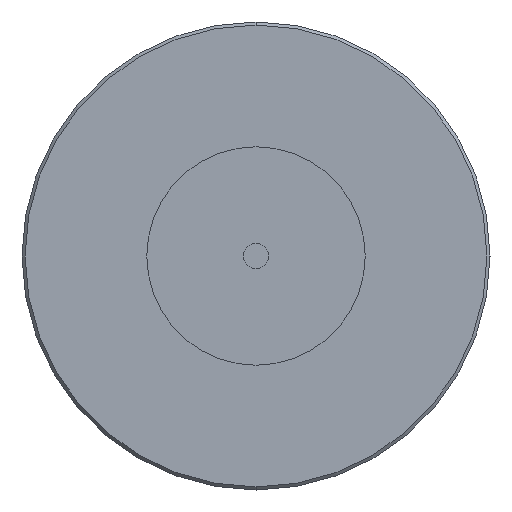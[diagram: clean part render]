
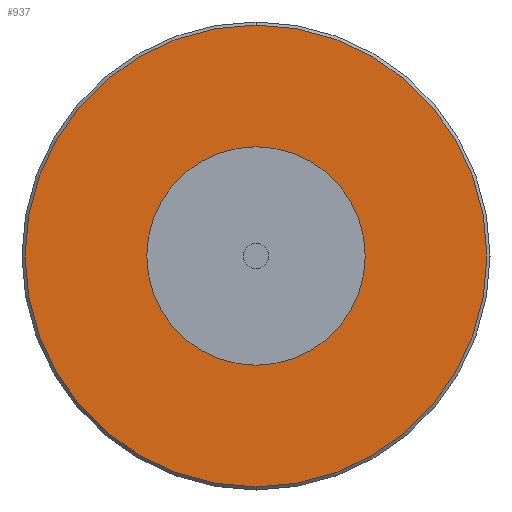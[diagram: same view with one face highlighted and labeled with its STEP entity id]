
A CAD part, front view. The second image highlights one B-rep face of the part: STEP entity #937.
In plain terms, the highlighted planar face has unit normal (0, -1, 0).
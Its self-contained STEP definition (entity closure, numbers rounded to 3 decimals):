
#300 = DIRECTION ( 'NONE',  ( 0., 0., -1. ) ) ;
#301 = DIRECTION ( 'NONE',  ( 0., -1., 0. ) ) ;
#302 = CARTESIAN_POINT ( 'NONE',  ( 0., 0., 0. ) ) ;
#303 = AXIS2_PLACEMENT_3D ( 'NONE', #302, #301, #300 ) ;
#311 = CIRCLE ( 'NONE', #303, 37. ) ;
#654 = VERTEX_POINT ( 'NONE', #1452 ) ;
#748 = EDGE_CURVE ( 'NONE', #654, #772, #1598, .T. ) ;
#761 = VERTEX_POINT ( 'NONE', #1578 ) ;
#762 = VERTEX_POINT ( 'NONE', #1579 ) ;
#766 = EDGE_CURVE ( 'NONE', #761, #762, #1551, .T. ) ;
#772 = VERTEX_POINT ( 'NONE', #1616 ) ;
#929 = ORIENTED_EDGE ( 'NONE', *, *, #766, .T. ) ;
#937 = ADVANCED_FACE ( 'NONE', ( #1861, #1869 ), #1759, .T. ) ;
#940 = ORIENTED_EDGE ( 'NONE', *, *, #1033, .T. ) ;
#941 = EDGE_LOOP ( 'NONE', ( #943, #944 ) ) ;
#942 = EDGE_CURVE ( 'NONE', #772, #654, #1856, .T. ) ;
#943 = ORIENTED_EDGE ( 'NONE', *, *, #942, .F. ) ;
#944 = ORIENTED_EDGE ( 'NONE', *, *, #748, .F. ) ;
#952 = EDGE_LOOP ( 'NONE', ( #940, #929 ) ) ;
#1033 = EDGE_CURVE ( 'NONE', #762, #761, #311, .T. ) ;
#1452 = CARTESIAN_POINT ( 'NONE',  ( 0., 0., 17.5 ) ) ;
#1547 = DIRECTION ( 'NONE',  ( 0., 0., -1. ) ) ;
#1548 = DIRECTION ( 'NONE',  ( 0., -1., 0. ) ) ;
#1549 = CARTESIAN_POINT ( 'NONE',  ( 0., 0., 0. ) ) ;
#1550 = AXIS2_PLACEMENT_3D ( 'NONE', #1549, #1548, #1547 ) ;
#1551 = CIRCLE ( 'NONE', #1550, 37. ) ;
#1578 = CARTESIAN_POINT ( 'NONE',  ( 0., 0., -37. ) ) ;
#1579 = CARTESIAN_POINT ( 'NONE',  ( 0., 0., 37. ) ) ;
#1590 = DIRECTION ( 'NONE',  ( 0., 0., -1. ) ) ;
#1591 = DIRECTION ( 'NONE',  ( 0., -1., 0. ) ) ;
#1592 = CARTESIAN_POINT ( 'NONE',  ( 0., 0., 0. ) ) ;
#1598 = CIRCLE ( 'NONE', #1662, 17.5 ) ;
#1616 = CARTESIAN_POINT ( 'NONE',  ( 0., 0., -17.5 ) ) ;
#1662 = AXIS2_PLACEMENT_3D ( 'NONE', #1592, #1591, #1590 ) ;
#1759 = PLANE ( 'NONE',  #1868 ) ;
#1846 = DIRECTION ( 'NONE',  ( 0., 0., -1. ) ) ;
#1847 = DIRECTION ( 'NONE',  ( 0., -1., 0. ) ) ;
#1848 = CARTESIAN_POINT ( 'NONE',  ( 0., 0., 0. ) ) ;
#1849 = AXIS2_PLACEMENT_3D ( 'NONE', #1848, #1847, #1846 ) ;
#1853 = DIRECTION ( 'NONE',  ( 0., 0., -1. ) ) ;
#1854 = DIRECTION ( 'NONE',  ( 0., -1., 0. ) ) ;
#1855 = CARTESIAN_POINT ( 'NONE',  ( 37., 0., 0. ) ) ;
#1856 = CIRCLE ( 'NONE', #1849, 17.5 ) ;
#1861 = FACE_OUTER_BOUND ( 'NONE', #952, .T. ) ;
#1868 = AXIS2_PLACEMENT_3D ( 'NONE', #1855, #1854, #1853 ) ;
#1869 = FACE_BOUND ( 'NONE', #941, .T. ) ;
